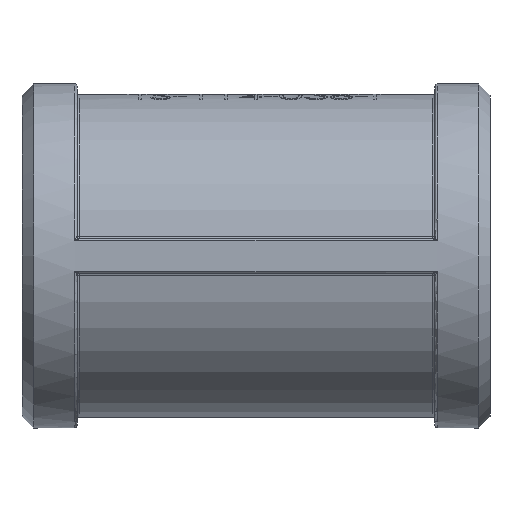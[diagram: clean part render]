
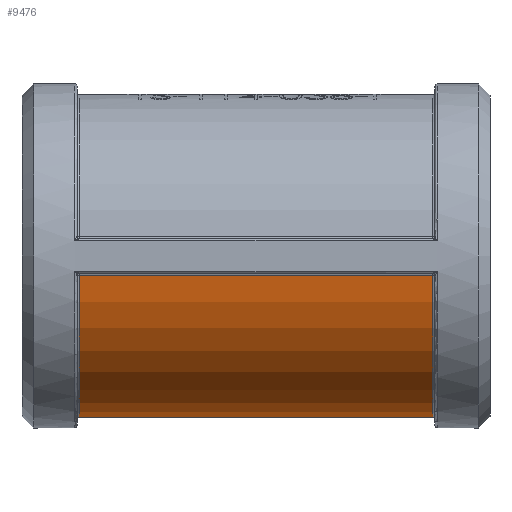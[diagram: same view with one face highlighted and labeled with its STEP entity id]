
A CAD part, front view. The second image highlights one B-rep face of the part: STEP entity #9476.
In plain terms, the highlighted cylindrical face has radius 23.5 mm (diameter 47 mm), a partial arc.
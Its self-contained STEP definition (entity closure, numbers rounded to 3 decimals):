
#43 = CARTESIAN_POINT ( 'NONE',  ( -14.877, 23.337, -2.765 ) ) ;
#124 = CARTESIAN_POINT ( 'NONE',  ( 14.877, 23.337, -2.765 ) ) ;
#156 = CARTESIAN_POINT ( 'NONE',  ( 0., 19.853, -12.575 ) ) ;
#366 = CARTESIAN_POINT ( 'NONE',  ( 25.7, -23.337, -2.765 ) ) ;
#648 = CARTESIAN_POINT ( 'NONE',  ( -25.7, 23.337, -2.765 ) ) ;
#650 = CARTESIAN_POINT ( 'NONE',  ( 25.7, 23.337, -2.765 ) ) ;
#833 = CARTESIAN_POINT ( 'NONE',  ( -25.7, -23.337, -2.765 ) ) ;
#3977 = EDGE_LOOP ( 'NONE', ( #8927, #8932, #8953, #8929, #8893, #8933, #8934 ) ) ;
#4360 = AXIS2_PLACEMENT_3D ( 'NONE', #12825, #12891, #12893 ) ;
#8893 = ORIENTED_EDGE ( 'NONE', *, *, #14443, .F. ) ;
#8927 = ORIENTED_EDGE ( 'NONE', *, *, #14395, .F. ) ;
#8929 = ORIENTED_EDGE ( 'NONE', *, *, #14389, .F. ) ;
#8932 = ORIENTED_EDGE ( 'NONE', *, *, #14430, .F. ) ;
#8933 = ORIENTED_EDGE ( 'NONE', *, *, #14414, .F. ) ;
#8934 = ORIENTED_EDGE ( 'NONE', *, *, #14402, .F. ) ;
#8953 = ORIENTED_EDGE ( 'NONE', *, *, #14450, .F. ) ;
#8980 = VERTEX_POINT ( 'NONE', #43 ) ;
#8988 = VERTEX_POINT ( 'NONE', #124 ) ;
#9009 = VERTEX_POINT ( 'NONE', #156 ) ;
#9040 = VERTEX_POINT ( 'NONE', #366 ) ;
#9080 = VERTEX_POINT ( 'NONE', #648 ) ;
#9081 = VERTEX_POINT ( 'NONE', #650 ) ;
#9111 = VERTEX_POINT ( 'NONE', #833 ) ;
#9476 = ADVANCED_FACE ( 'NONE', ( #12778 ), #12806, .T. ) ;
#12778 = FACE_OUTER_BOUND ( 'NONE', #3977, .T. ) ;
#12806 = CYLINDRICAL_SURFACE ( 'NONE', #4360, 23.5 ) ;
#12825 = CARTESIAN_POINT ( 'NONE',  ( 0., 0., 0. ) ) ;
#12891 = DIRECTION ( 'NONE',  ( 1., 0., 0. ) ) ;
#12893 = DIRECTION ( 'NONE',  ( 0., -1., 0. ) ) ;
#14389 = EDGE_CURVE ( 'NONE', #8980, #9080, #20769, .T. ) ;
#14395 = EDGE_CURVE ( 'NONE', #9040, #9081, #14613, .T. ) ;
#14402 = EDGE_CURVE ( 'NONE', #9081, #8988, #20825, .T. ) ;
#14414 = EDGE_CURVE ( 'NONE', #8988, #9009, #21896, .T. ) ;
#14430 = EDGE_CURVE ( 'NONE', #9111, #9040, #20991, .T. ) ;
#14443 = EDGE_CURVE ( 'NONE', #9009, #8980, #21888, .T. ) ;
#14450 = EDGE_CURVE ( 'NONE', #9080, #9111, #14631, .T. ) ;
#14561 = VECTOR ( 'NONE', #20738, 1000. ) ;
#14578 = VECTOR ( 'NONE', #20877, 1000. ) ;
#14594 = VECTOR ( 'NONE', #21006, 1000. ) ;
#14595 = AXIS2_PLACEMENT_3D ( 'NONE', #20813, #20818, #20827 ) ;
#14613 = CIRCLE ( 'NONE', #14595, 23.5 ) ;
#14631 = CIRCLE ( 'NONE', #14632, 23.5 ) ;
#14632 = AXIS2_PLACEMENT_3D ( 'NONE', #21081, #21056, #21131 ) ;
#20738 = DIRECTION ( 'NONE',  ( -1., 0., 0. ) ) ;
#20766 = CARTESIAN_POINT ( 'NONE',  ( 0., 23.337, -2.765 ) ) ;
#20769 = LINE ( 'NONE', #20766, #14561 ) ;
#20813 = CARTESIAN_POINT ( 'NONE',  ( 25.7, 0., 0. ) ) ;
#20818 = DIRECTION ( 'NONE',  ( 1., 0., 0. ) ) ;
#20825 = LINE ( 'NONE', #20880, #14578 ) ;
#20827 = DIRECTION ( 'NONE',  ( 0., 0., -1. ) ) ;
#20877 = DIRECTION ( 'NONE',  ( -1., 0., 0. ) ) ;
#20880 = CARTESIAN_POINT ( 'NONE',  ( 0., 23.337, -2.765 ) ) ;
#20892 = CARTESIAN_POINT ( 'NONE',  ( 12.804, 22.442, -7.379 ) ) ;
#20895 = CARTESIAN_POINT ( 'NONE',  ( 0., 19.853, -12.575 ) ) ;
#20904 = CARTESIAN_POINT ( 'NONE',  ( 9.305, 21.218, -10.182 ) ) ;
#20908 = CARTESIAN_POINT ( 'NONE',  ( 14.439, 23.147, -4.368 ) ) ;
#20909 = CARTESIAN_POINT ( 'NONE',  ( 14.877, 23.337, -2.765 ) ) ;
#20933 = CARTESIAN_POINT ( 'NONE',  ( 2.006, 19.853, -12.575 ) ) ;
#20943 = CARTESIAN_POINT ( 'NONE',  ( 4.999, 20.186, -12.072 ) ) ;
#20991 = LINE ( 'NONE', #21010, #14594 ) ;
#21006 = DIRECTION ( 'NONE',  ( 1., 0., 0. ) ) ;
#21010 = CARTESIAN_POINT ( 'NONE',  ( 0., -23.337, -2.765 ) ) ;
#21051 = CARTESIAN_POINT ( 'NONE',  ( -14.439, 23.147, -4.368 ) ) ;
#21052 = CARTESIAN_POINT ( 'NONE',  ( -2.006, 19.853, -12.575 ) ) ;
#21056 = DIRECTION ( 'NONE',  ( -1., 0., 0. ) ) ;
#21062 = CARTESIAN_POINT ( 'NONE',  ( -14.877, 23.337, -2.765 ) ) ;
#21070 = CARTESIAN_POINT ( 'NONE',  ( 0., 19.853, -12.575 ) ) ;
#21071 = CARTESIAN_POINT ( 'NONE',  ( -9.305, 21.218, -10.182 ) ) ;
#21072 = CARTESIAN_POINT ( 'NONE',  ( -12.804, 22.442, -7.379 ) ) ;
#21078 = CARTESIAN_POINT ( 'NONE',  ( -4.999, 20.186, -12.072 ) ) ;
#21081 = CARTESIAN_POINT ( 'NONE',  ( -25.7, 0., 0. ) ) ;
#21131 = DIRECTION ( 'NONE',  ( 0., 0., -1. ) ) ;
#21888 = B_SPLINE_CURVE_WITH_KNOTS ( 'NONE', 3,
 ( #21070, #21052, #21078, #21071, #21072, #21051, #21062 ),
 .UNSPECIFIED., .F., .F.,
 ( 4, 1, 1, 1, 4 ),
 ( 0., 0.286, 0.429, 0.714, 1. ),
 .UNSPECIFIED. ) ;
#21896 = B_SPLINE_CURVE_WITH_KNOTS ( 'NONE', 3,
 ( #20909, #20908, #20892, #20904, #20943, #20933, #20895 ),
 .UNSPECIFIED., .F., .F.,
 ( 4, 1, 1, 1, 4 ),
 ( 0., 0.286, 0.571, 0.714, 1. ),
 .UNSPECIFIED. ) ;
